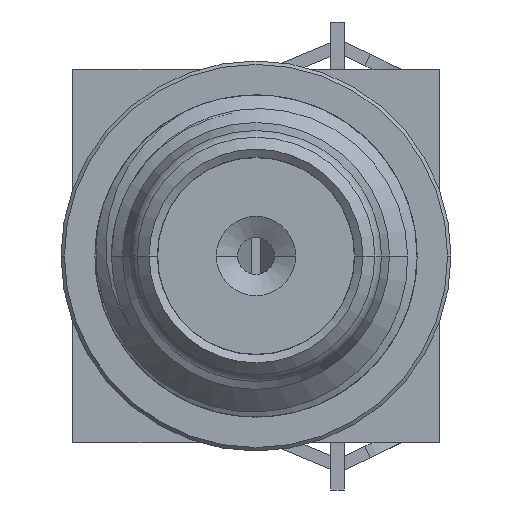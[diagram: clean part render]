
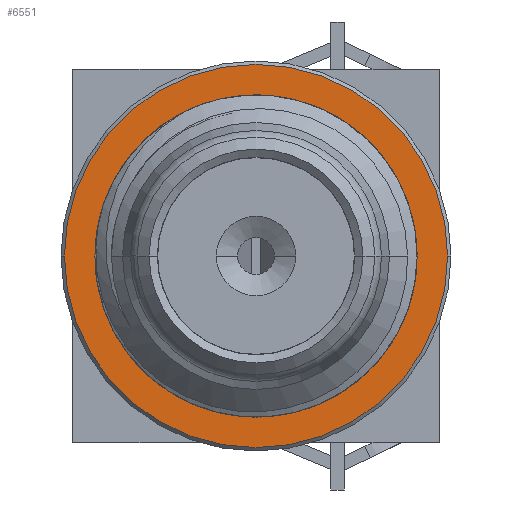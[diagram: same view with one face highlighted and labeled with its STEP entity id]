
A CAD part, left-side view. The second image highlights one B-rep face of the part: STEP entity #6551.
In plain terms, the highlighted planar face has unit normal (-1, 0, 0).
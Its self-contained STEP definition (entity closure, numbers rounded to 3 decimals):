
#720=CARTESIAN_POINT('',(14.,0.,0.));
#721=DIRECTION('',(1.,0.,0.));
#722=DIRECTION('',(0.,1.,0.));
#723=AXIS2_PLACEMENT_3D('',#720,#721,#722);
#738=CARTESIAN_POINT('',(14.,0.,0.));
#739=DIRECTION('',(-1.,0.,0.));
#740=DIRECTION('',(0.,1.,0.));
#741=AXIS2_PLACEMENT_3D('',#738,#739,#740);
#743=CARTESIAN_POINT('',(14.,0.,0.));
#744=DIRECTION('',(1.,0.,0.));
#745=DIRECTION('',(0.,1.,0.));
#746=AXIS2_PLACEMENT_3D('',#743,#744,#745);
#748=CARTESIAN_POINT('',(14.,0.,0.));
#749=DIRECTION('',(1.,0.,0.));
#750=DIRECTION('',(0.,-1.,0.));
#751=AXIS2_PLACEMENT_3D('',#748,#749,#750);
#5152=CARTESIAN_POINT('',(14.,4.75,0.));
#5153=CARTESIAN_POINT('',(14.,-4.75,0.));
#5154=VERTEX_POINT('',#5152);
#5155=VERTEX_POINT('',#5153);
#5168=CARTESIAN_POINT('',(14.,-5.65,0.));
#5169=CARTESIAN_POINT('',(14.,5.65,0.));
#5170=VERTEX_POINT('',#5168);
#5171=VERTEX_POINT('',#5169);
#6535=CARTESIAN_POINT('',(14.,0.,0.));
#6536=DIRECTION('',(-1.,0.,0.));
#6537=DIRECTION('',(0.,1.,0.));
#6538=AXIS2_PLACEMENT_3D('',#6535,#6536,#6537);
#6539=PLANE('',#6538);
#6540=ORIENTED_EDGE('',*,*,#6525,.T.);
#6542=ORIENTED_EDGE('',*,*,#6541,.T.);
#6543=EDGE_LOOP('',(#6540,#6542));
#6544=FACE_OUTER_BOUND('',#6543,.F.);
#6546=ORIENTED_EDGE('',*,*,#6545,.T.);
#6548=ORIENTED_EDGE('',*,*,#6547,.F.);
#6549=EDGE_LOOP('',(#6546,#6548));
#6550=FACE_BOUND('',#6549,.F.);
#6551=ADVANCED_FACE('',(#6544,#6550),#6539,.T.);
#724=CIRCLE('',#723,5.65);
#742=CIRCLE('',#741,4.75);
#747=CIRCLE('',#746,4.75);
#752=CIRCLE('',#751,5.65);
#6525=EDGE_CURVE('',#5171,#5170,#724,.T.);
#6541=EDGE_CURVE('',#5170,#5171,#752,.T.);
#6545=EDGE_CURVE('',#5154,#5155,#742,.T.);
#6547=EDGE_CURVE('',#5154,#5155,#747,.T.);
